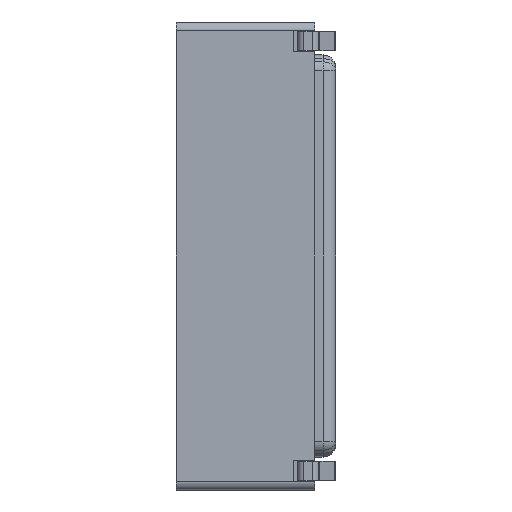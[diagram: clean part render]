
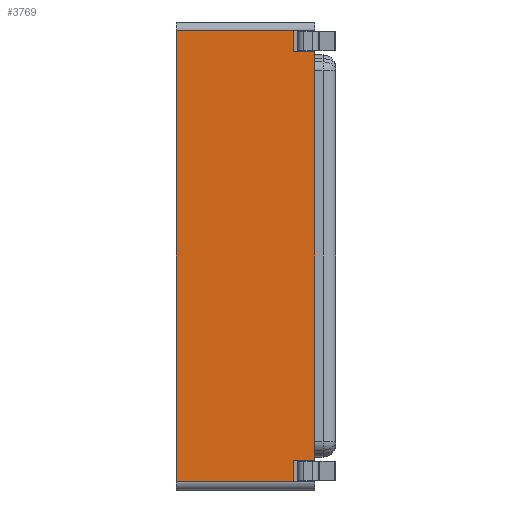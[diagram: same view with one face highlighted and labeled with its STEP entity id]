
A CAD part, left-side view. The second image highlights one B-rep face of the part: STEP entity #3769.
In plain terms, the highlighted planar face has unit normal (-1, 0, 0).
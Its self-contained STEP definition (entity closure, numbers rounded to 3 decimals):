
#87 = ORIENTED_EDGE ( 'NONE', *, *, #2017, .T. ) ;
#211 = LINE ( 'NONE', #1004, #2266 ) ;
#228 = ORIENTED_EDGE ( 'NONE', *, *, #2139, .F. ) ;
#276 = ORIENTED_EDGE ( 'NONE', *, *, #4844, .T. ) ;
#278 = LINE ( 'NONE', #2368, #1368 ) ;
#334 = CARTESIAN_POINT ( 'NONE',  ( -7.5, -2.75, -5.3 ) ) ;
#364 = ORIENTED_EDGE ( 'NONE', *, *, #2207, .F. ) ;
#500 = VECTOR ( 'NONE', #2803, 1000. ) ;
#710 = DIRECTION ( 'NONE',  ( 0., 0., 1. ) ) ;
#740 = CARTESIAN_POINT ( 'NONE',  ( -7.5, -2.75, -4.8 ) ) ;
#846 = ORIENTED_EDGE ( 'NONE', *, *, #2070, .F. ) ;
#986 = VERTEX_POINT ( 'NONE', #740 ) ;
#1004 = CARTESIAN_POINT ( 'NONE',  ( -7.5, -3.25, 5.3 ) ) ;
#1014 = CARTESIAN_POINT ( 'NONE',  ( -7.5, -2.75, 4.8 ) ) ;
#1083 = CARTESIAN_POINT ( 'NONE',  ( -7.5, -2.75, 5.3 ) ) ;
#1368 = VECTOR ( 'NONE', #4439, 1000. ) ;
#1507 = VECTOR ( 'NONE', #710, 1000. ) ;
#1520 = CARTESIAN_POINT ( 'NONE',  ( -7.5, -2.75, -5.3 ) ) ;
#1626 = CARTESIAN_POINT ( 'NONE',  ( -7.5, 0., -5.3 ) ) ;
#1634 = VECTOR ( 'NONE', #2312, 1000. ) ;
#1668 = ORIENTED_EDGE ( 'NONE', *, *, #2106, .F. ) ;
#1754 = LINE ( 'NONE', #1520, #3439 ) ;
#1889 = VERTEX_POINT ( 'NONE', #1083 ) ;
#2017 = EDGE_CURVE ( 'NONE', #1889, #3773, #211, .T. ) ;
#2047 = VERTEX_POINT ( 'NONE', #2984 ) ;
#2070 = EDGE_CURVE ( 'NONE', #4365, #986, #2137, .T. ) ;
#2106 = EDGE_CURVE ( 'NONE', #2535, #2047, #2680, .T. ) ;
#2133 = EDGE_CURVE ( 'NONE', #2535, #1889, #1754, .T. ) ;
#2137 = LINE ( 'NONE', #4363, #4016 ) ;
#2139 = EDGE_CURVE ( 'NONE', #4038, #3773, #3541, .T. ) ;
#2176 = ORIENTED_EDGE ( 'NONE', *, *, #2133, .T. ) ;
#2207 = EDGE_CURVE ( 'NONE', #3397, #4038, #278, .T. ) ;
#2225 = EDGE_LOOP ( 'NONE', ( #846, #276, #1668, #2176, #87, #228, #364, #3404 ) ) ;
#2232 = EDGE_CURVE ( 'NONE', #3397, #986, #4074, .T. ) ;
#2266 = VECTOR ( 'NONE', #3987, 1000. ) ;
#2312 = DIRECTION ( 'NONE',  ( 0., -1., 0. ) ) ;
#2368 = CARTESIAN_POINT ( 'NONE',  ( -7.5, -3.25, -5.3 ) ) ;
#2420 = FACE_OUTER_BOUND ( 'NONE', #2225, .T. ) ;
#2535 = VERTEX_POINT ( 'NONE', #1014 ) ;
#2680 = LINE ( 'NONE', #4721, #1634 ) ;
#2707 = CARTESIAN_POINT ( 'NONE',  ( -7.5, 0., -5.3 ) ) ;
#2764 = DIRECTION ( 'NONE',  ( 0., 0., 1. ) ) ;
#2803 = DIRECTION ( 'NONE',  ( 0., 0., 1. ) ) ;
#2984 = CARTESIAN_POINT ( 'NONE',  ( -7.5, -3.25, 4.8 ) ) ;
#2995 = DIRECTION ( 'NONE',  ( 0., 1., 0. ) ) ;
#3029 = DIRECTION ( 'NONE',  ( 0., 0., 1. ) ) ;
#3086 = CARTESIAN_POINT ( 'NONE',  ( -7.5, 0., 5.3 ) ) ;
#3125 = CARTESIAN_POINT ( 'NONE',  ( -7.5, -3.25, -5.3 ) ) ;
#3144 = VECTOR ( 'NONE', #4790, 1000. ) ;
#3247 = CARTESIAN_POINT ( 'NONE',  ( -7.5, -3.25, -4.8 ) ) ;
#3397 = VERTEX_POINT ( 'NONE', #4720 ) ;
#3404 = ORIENTED_EDGE ( 'NONE', *, *, #2232, .T. ) ;
#3439 = VECTOR ( 'NONE', #3029, 1000. ) ;
#3541 = LINE ( 'NONE', #2707, #1507 ) ;
#3769 = ADVANCED_FACE ( 'NONE', ( #2420 ), #4125, .T. ) ;
#3773 = VERTEX_POINT ( 'NONE', #3086 ) ;
#3900 = AXIS2_PLACEMENT_3D ( 'NONE', #4458, #4798, #2764 ) ;
#3987 = DIRECTION ( 'NONE',  ( 0., 1., 0. ) ) ;
#4016 = VECTOR ( 'NONE', #2995, 1000. ) ;
#4038 = VERTEX_POINT ( 'NONE', #1626 ) ;
#4074 = LINE ( 'NONE', #334, #3144 ) ;
#4125 = PLANE ( 'NONE',  #3900 ) ;
#4363 = CARTESIAN_POINT ( 'NONE',  ( -7.5, -3.25, -4.8 ) ) ;
#4365 = VERTEX_POINT ( 'NONE', #3247 ) ;
#4439 = DIRECTION ( 'NONE',  ( 0., 1., 0. ) ) ;
#4458 = CARTESIAN_POINT ( 'NONE',  ( -7.5, -3.25, -5.3 ) ) ;
#4469 = LINE ( 'NONE', #3125, #500 ) ;
#4720 = CARTESIAN_POINT ( 'NONE',  ( -7.5, -2.75, -5.3 ) ) ;
#4721 = CARTESIAN_POINT ( 'NONE',  ( -7.5, -3.25, 4.8 ) ) ;
#4790 = DIRECTION ( 'NONE',  ( 0., 0., 1. ) ) ;
#4798 = DIRECTION ( 'NONE',  ( -1., 0., 0. ) ) ;
#4844 = EDGE_CURVE ( 'NONE', #4365, #2047, #4469, .T. ) ;
